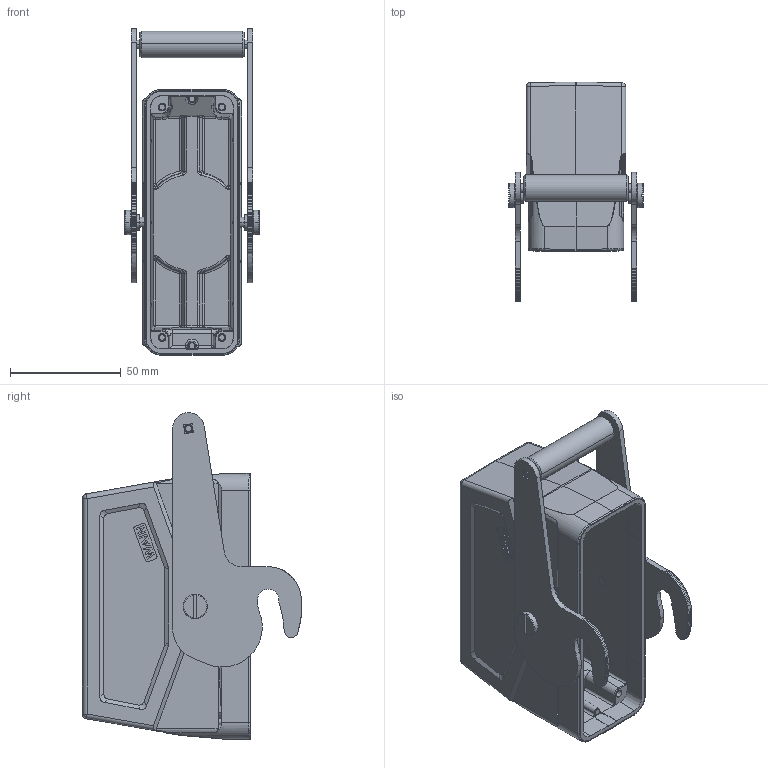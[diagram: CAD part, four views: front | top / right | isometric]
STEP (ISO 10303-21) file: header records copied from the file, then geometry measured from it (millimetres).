
FILE_DESCRIPTION((''),'2;1');
FILE_NAME('3D_1111245505004_W24B-SEH-1L_C-_ASM','2023-12-20T',('p.yu'),(''),'PRO/ENGINEER BY PARAMETRIC TECHNOLOGY CORPORATION, 2012480','PRO/ENGINEER BY PARAMETRIC TECHNOLOGY CORPORATION, 2012480','');
FILE_SCHEMA(('CONFIG_CONTROL_DESIGN'));
Length unit declared in the file: millimetre
Products named in the file (4): PRT0021; PRT0022; ASM0010_ASM; 3D_1111245505004_W24B-SEH-1L_C-_ASM
Assembly tree (3 placements, depth 3):
  3D_1111245505004_W24B-SEH-1L_C-_ASM
    ASM0010_ASM
      PRT0021
      PRT0022
Bounding box: 60.8 x 99.05 x 147.39 mm (x, y, z)
Volume: 120683.6 mm3; surface area: 69899.4 mm2
Topology: 2 solids, 2 shells, 724 faces, 1922 edges, 1217 vertices
Faces by surface type: cylinder 311, plane 278, bspline 58, torus 32, sphere 23, cone 22
Entity records: 26129 total; most frequent: CARTESIAN_POINT 8416, ORIENTED_EDGE 3798, DIRECTION 3593, EDGE_CURVE 1899, AXIS2_PLACEMENT_3D 1310, VERTEX_POINT 1217, VECTOR 973, LINE 973
